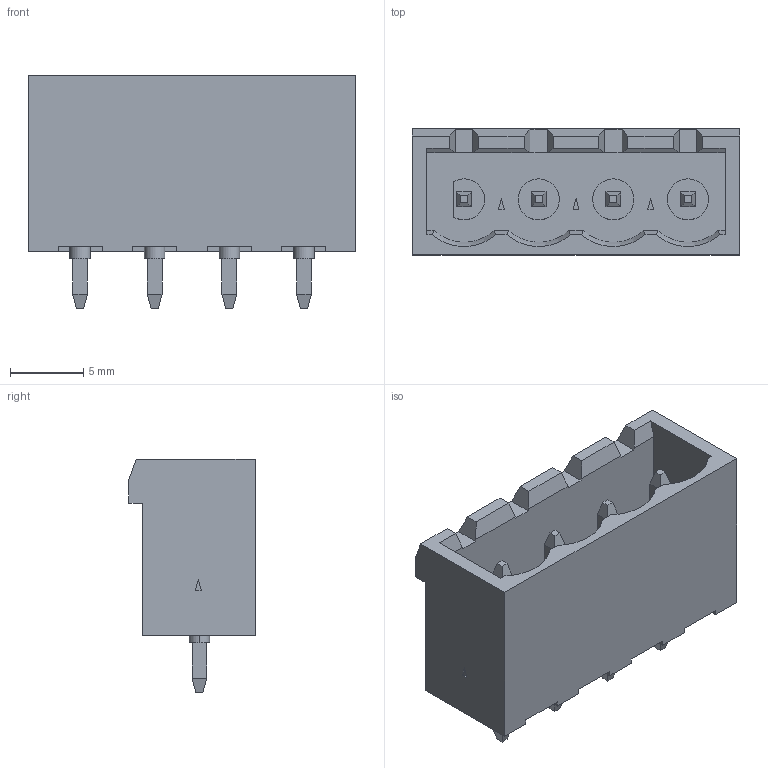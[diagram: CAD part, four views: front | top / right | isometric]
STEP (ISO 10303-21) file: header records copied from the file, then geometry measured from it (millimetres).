
FILE_DESCRIPTION((''),'2;1');
FILE_NAME('PHOENIX_1755752.stp','2012-11-27T16:43:45',(''),(''),'Mechanical Desktop 2011','Mechanical Desktop 2011',', , ');
FILE_SCHEMA(('AUTOMOTIVE_DESIGN { 1 2 10303 214 1 1 1 1 }'));
Length unit declared in the file: millimetre
Products named in the file (1): Product
Bounding box: 22.32 x 8.6 x 15.9 mm (x, y, z)
Volume: 1170.7 mm3; surface area: 1802.3 mm2
Topology: 17 solids, 17 shells, 211 faces, 462 edges, 296 vertices
Faces by surface type: plane 160, bspline 24, cylinder 19, sphere 4, cone 4
Entity records: 5770 total; most frequent: CARTESIAN_POINT 1138, ORIENTED_EDGE 924, DIRECTION 876, EDGE_CURVE 462, VECTOR 408, LINE 408, VERTEX_POINT 296, AXIS2_PLACEMENT_3D 234
